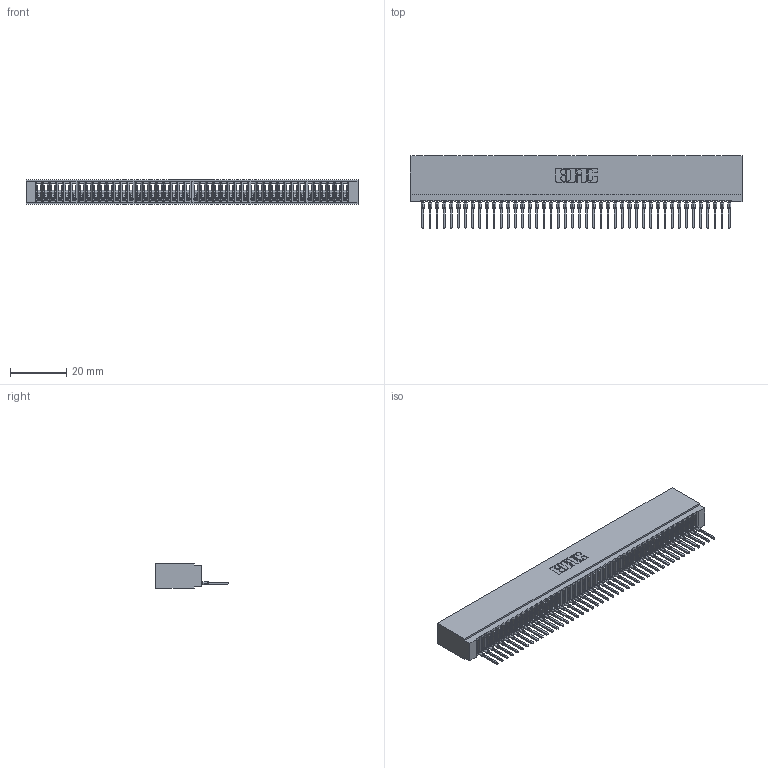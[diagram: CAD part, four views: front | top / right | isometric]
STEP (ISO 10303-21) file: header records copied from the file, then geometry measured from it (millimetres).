
FILE_DESCRIPTION (( 'STEP AP203' ), '1' );
FILE_NAME ('745-044-522-101.STEP', '2026-02-25T20:53:18', ( '' ), ( '' ), 'SwSTEP 2.0', 'SolidWorks 2023', '' );
FILE_SCHEMA (( 'CONFIG_CONTROL_DESIGN' ));
Length unit declared in the file: millimetre
Products named in the file (3): 745-044-522-101; 745 Part_Insulator Option - 01; 745-292-001_522
Assembly tree (45 placements, depth 2):
  745-044-522-101
    745 Part_Insulator Option - 01
    745-292-001_522  x44
Bounding box: 118.36 x 25.92 x 8.89 mm (x, y, z)
Volume: 10263.4 mm3; surface area: 19276.1 mm2
Topology: 45 solids, 45 shells, 5023 faces, 13810 edges, 8708 vertices
Faces by surface type: plane 3003, bspline 880, cylinder 876, torus 264
Entity records: 72394 total; most frequent: CARTESIAN_POINT 13259, ORIENTED_EDGE 12742, DIRECTION 11041, EDGE_CURVE 6371, VECTOR 5925, LINE 5925, VERTEX_POINT 4064, AXIS2_PLACEMENT_3D 2558
